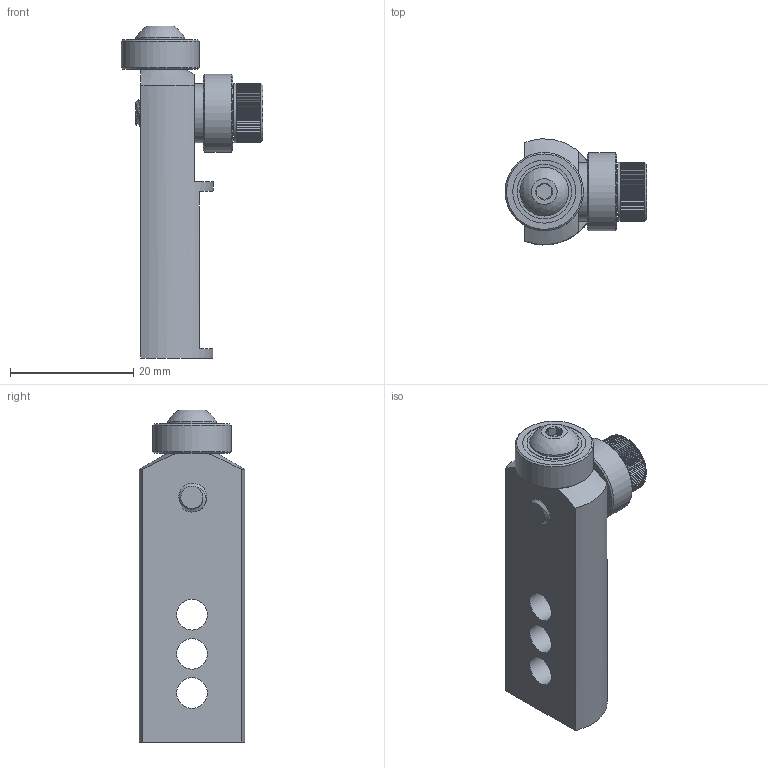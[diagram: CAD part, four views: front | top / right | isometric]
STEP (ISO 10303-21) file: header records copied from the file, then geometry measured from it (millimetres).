
FILE_DESCRIPTION(/* description */ (''),/* implementation_level */ '2;1');
FILE_NAME(/* name */ 'CRP_E_004(Single_Block).stp',/* time_stamp */ '2020-01-01T16:27:21-05:00',/* author */ ('Orion'),/* organization */ (''),/* preprocessor_version */ 'ST-DEVELOPER v18',/* originating_system */ 'Autodesk Inventor 2020',/* authorisation */ '');
FILE_SCHEMA (('AUTOMOTIVE_DESIGN { 1 0 10303 214 3 1 1 }'));
Length unit declared in the file: inch
Products named in the file (5): CRP_E_004; CRP_E_003_003; Shoulder_Screw_.25dia_.25long_10-24_91259A533; Bearing_.250id_.500od_R188ZZ_57155K376; Screw_8-32x.375_Button_Head_91255A192
Assembly tree (5 placements, depth 2):
  CRP_E_004
    CRP_E_003_003
    Shoulder_Screw_.25dia_.25long_10-24_91259A533
    Bearing_.250id_.500od_R188ZZ_57155K376  x2
    Screw_8-32x.375_Button_Head_91255A192
Bounding box: 22.99 x 17.13 x 53.82 mm (x, y, z)
Volume: 7874.4 mm3; surface area: 6570.3 mm2
Topology: 35 solids, 35 shells, 582 faces, 1379 edges, 926 vertices
Faces by surface type: plane 444, cylinder 75, cone 28, sphere 25, torus 6, bspline 4
Full cylindrical faces by diameter (mm): 3.134 x12, 3.302 x1, 3.378 x1, 3.451 x6, 3.683 x1, 4.166 x10, 4.826 x5, 4.978 x3, 6.325 x1, 6.35 x3, 6.604 x1, 7.925 x1, 8.827 x8, 9.525 x2, 10.223 x8, 12.7 x2
Entity records: 19055 total; most frequent: CARTESIAN_POINT 6288, DIRECTION 2592, ORIENTED_EDGE 2512, EDGE_CURVE 1256, AXIS2_PLACEMENT_3D 896, VERTEX_POINT 855, LINE 800, VECTOR 800
